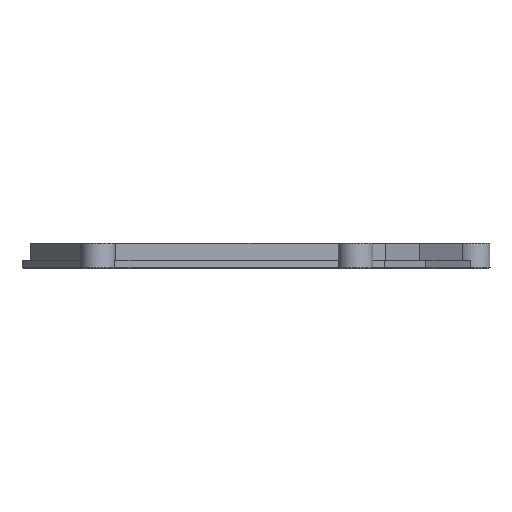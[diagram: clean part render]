
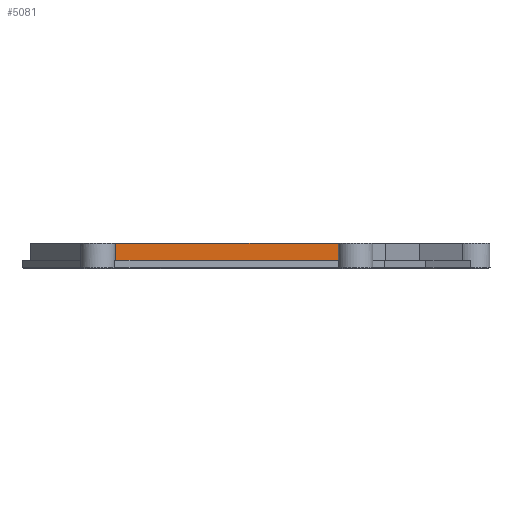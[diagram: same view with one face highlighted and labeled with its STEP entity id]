
A CAD part, left-side view. The second image highlights one B-rep face of the part: STEP entity #5081.
In plain terms, the highlighted planar face has unit normal (-1, 0, 0).
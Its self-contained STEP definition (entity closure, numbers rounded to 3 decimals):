
#1520 = CYLINDRICAL_SURFACE('',#1521,4.);
#1521 = AXIS2_PLACEMENT_3D('',#1522,#1523,#1524);
#1522 = CARTESIAN_POINT('',(-66.928,-45.928,-4.));
#1523 = DIRECTION('',(0.,0.,1.));
#1524 = DIRECTION('',(-0.707,-0.707,-0.));
#1745 = CYLINDRICAL_SURFACE('',#1746,4.);
#1746 = AXIS2_PLACEMENT_3D('',#1747,#1748,#1749);
#1747 = CARTESIAN_POINT('',(-67.293,13.484,-4.));
#1748 = DIRECTION('',(0.,0.,1.));
#1749 = DIRECTION('',(-0.798,0.602,0.));
#2262 = PLANE('',#2263);
#2263 = AXIS2_PLACEMENT_3D('',#2264,#2265,#2266);
#2264 = CARTESIAN_POINT('',(10.5,-21.063,2.));
#2265 = DIRECTION('',(0.,0.,1.));
#2266 = DIRECTION('',(1.,0.,0.));
#3102 = VERTEX_POINT('',#3103);
#3103 = CARTESIAN_POINT('',(-66.1,-42.015,-2.));
#3118 = PLANE('',#3119);
#3119 = AXIS2_PLACEMENT_3D('',#3120,#3121,#3122);
#3120 = CARTESIAN_POINT('',(10.5,-21.12,-2.));
#3121 = DIRECTION('',(0.,0.,1.));
#3122 = DIRECTION('',(1.,0.,0.));
#3130 = EDGE_CURVE('',#3131,#3102,#3133,.T.);
#3131 = VERTEX_POINT('',#3132);
#3132 = CARTESIAN_POINT('',(-66.1,-42.015,2.));
#3133 = SURFACE_CURVE('',#3134,(#3138,#3145),.PCURVE_S1.);
#3134 = LINE('',#3135,#3136);
#3135 = CARTESIAN_POINT('',(-66.1,-42.015,-4.));
#3136 = VECTOR('',#3137,1.);
#3137 = DIRECTION('',(-0.,-0.,-1.));
#3138 = PCURVE('',#1520,#3139);
#3139 = DEFINITIONAL_REPRESENTATION('',(#3140),#3144);
#3140 = LINE('',#3141,#3142);
#3141 = CARTESIAN_POINT('',(-2.565,0.));
#3142 = VECTOR('',#3143,1.);
#3143 = DIRECTION('',(-0.,-1.));
#3144 = ( GEOMETRIC_REPRESENTATION_CONTEXT(2) 
PARAMETRIC_REPRESENTATION_CONTEXT() REPRESENTATION_CONTEXT('2D SPACE',''
  ) );
#3145 = PCURVE('',#3146,#3151);
#3146 = PLANE('',#3147);
#3147 = AXIS2_PLACEMENT_3D('',#3148,#3149,#3150);
#3148 = CARTESIAN_POINT('',(-66.1,-45.1,-2.));
#3149 = DIRECTION('',(-1.,-0.,-0.));
#3150 = DIRECTION('',(0.,-1.,0.));
#3151 = DEFINITIONAL_REPRESENTATION('',(#3152),#3156);
#3152 = LINE('',#3153,#3154);
#3153 = CARTESIAN_POINT('',(-3.085,-2.));
#3154 = VECTOR('',#3155,1.);
#3155 = DIRECTION('',(-0.,-1.));
#3156 = ( GEOMETRIC_REPRESENTATION_CONTEXT(2) 
PARAMETRIC_REPRESENTATION_CONTEXT() REPRESENTATION_CONTEXT('2D SPACE',''
  ) );
#3464 = VERTEX_POINT('',#3465);
#3465 = CARTESIAN_POINT('',(-66.1,9.666,2.));
#3491 = EDGE_CURVE('',#3492,#3464,#3494,.T.);
#3492 = VERTEX_POINT('',#3493);
#3493 = CARTESIAN_POINT('',(-66.1,9.666,-2.));
#3494 = SURFACE_CURVE('',#3495,(#3499,#3506),.PCURVE_S1.);
#3495 = LINE('',#3496,#3497);
#3496 = CARTESIAN_POINT('',(-66.1,9.666,-4.));
#3497 = VECTOR('',#3498,1.);
#3498 = DIRECTION('',(0.,0.,1.));
#3499 = PCURVE('',#1745,#3500);
#3500 = DEFINITIONAL_REPRESENTATION('',(#3501),#3505);
#3501 = LINE('',#3502,#3503);
#3502 = CARTESIAN_POINT('',(-3.763,0.));
#3503 = VECTOR('',#3504,1.);
#3504 = DIRECTION('',(-0.,1.));
#3505 = ( GEOMETRIC_REPRESENTATION_CONTEXT(2) 
PARAMETRIC_REPRESENTATION_CONTEXT() REPRESENTATION_CONTEXT('2D SPACE',''
  ) );
#3506 = PCURVE('',#3146,#3507);
#3507 = DEFINITIONAL_REPRESENTATION('',(#3508),#3512);
#3508 = LINE('',#3509,#3510);
#3509 = CARTESIAN_POINT('',(-54.766,-2.));
#3510 = VECTOR('',#3511,1.);
#3511 = DIRECTION('',(-0.,1.));
#3512 = ( GEOMETRIC_REPRESENTATION_CONTEXT(2) 
PARAMETRIC_REPRESENTATION_CONTEXT() REPRESENTATION_CONTEXT('2D SPACE',''
  ) );
#4175 = EDGE_CURVE('',#3131,#3464,#4176,.T.);
#4176 = SURFACE_CURVE('',#4177,(#4181,#4188),.PCURVE_S1.);
#4177 = LINE('',#4178,#4179);
#4178 = CARTESIAN_POINT('',(-66.1,-45.1,2.));
#4179 = VECTOR('',#4180,1.);
#4180 = DIRECTION('',(0.,1.,0.));
#4181 = PCURVE('',#2262,#4182);
#4182 = DEFINITIONAL_REPRESENTATION('',(#4183),#4187);
#4183 = LINE('',#4184,#4185);
#4184 = CARTESIAN_POINT('',(-76.6,-24.037));
#4185 = VECTOR('',#4186,1.);
#4186 = DIRECTION('',(-0.,1.));
#4187 = ( GEOMETRIC_REPRESENTATION_CONTEXT(2) 
PARAMETRIC_REPRESENTATION_CONTEXT() REPRESENTATION_CONTEXT('2D SPACE',''
  ) );
#4188 = PCURVE('',#3146,#4189);
#4189 = DEFINITIONAL_REPRESENTATION('',(#4190),#4194);
#4190 = LINE('',#4191,#4192);
#4191 = CARTESIAN_POINT('',(-0.,4.));
#4192 = VECTOR('',#4193,1.);
#4193 = DIRECTION('',(-1.,0.));
#4194 = ( GEOMETRIC_REPRESENTATION_CONTEXT(2) 
PARAMETRIC_REPRESENTATION_CONTEXT() REPRESENTATION_CONTEXT('2D SPACE',''
  ) );
#5059 = EDGE_CURVE('',#3492,#3102,#5060,.T.);
#5060 = SURFACE_CURVE('',#5061,(#5065,#5072),.PCURVE_S1.);
#5061 = LINE('',#5062,#5063);
#5062 = CARTESIAN_POINT('',(-66.1,-33.11,-2.));
#5063 = VECTOR('',#5064,1.);
#5064 = DIRECTION('',(-0.,-1.,-0.));
#5065 = PCURVE('',#3118,#5066);
#5066 = DEFINITIONAL_REPRESENTATION('',(#5067),#5071);
#5067 = LINE('',#5068,#5069);
#5068 = CARTESIAN_POINT('',(-76.6,-11.99));
#5069 = VECTOR('',#5070,1.);
#5070 = DIRECTION('',(-0.,-1.));
#5071 = ( GEOMETRIC_REPRESENTATION_CONTEXT(2) 
PARAMETRIC_REPRESENTATION_CONTEXT() REPRESENTATION_CONTEXT('2D SPACE',''
  ) );
#5072 = PCURVE('',#3146,#5073);
#5073 = DEFINITIONAL_REPRESENTATION('',(#5074),#5078);
#5074 = LINE('',#5075,#5076);
#5075 = CARTESIAN_POINT('',(-11.99,0.));
#5076 = VECTOR('',#5077,1.);
#5077 = DIRECTION('',(1.,-0.));
#5078 = ( GEOMETRIC_REPRESENTATION_CONTEXT(2) 
PARAMETRIC_REPRESENTATION_CONTEXT() REPRESENTATION_CONTEXT('2D SPACE',''
  ) );
#5081 = ADVANCED_FACE('',(#5082),#3146,.T.);
#5082 = FACE_BOUND('',#5083,.F.);
#5083 = EDGE_LOOP('',(#5084,#5085,#5086,#5087));
#5084 = ORIENTED_EDGE('',*,*,#3491,.T.);
#5085 = ORIENTED_EDGE('',*,*,#4175,.F.);
#5086 = ORIENTED_EDGE('',*,*,#3130,.T.);
#5087 = ORIENTED_EDGE('',*,*,#5059,.F.);
